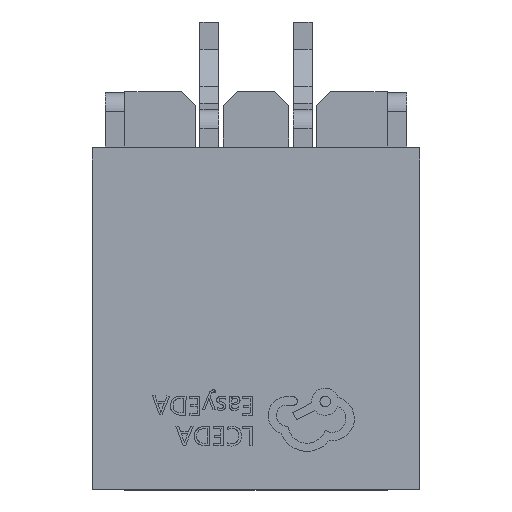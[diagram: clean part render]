
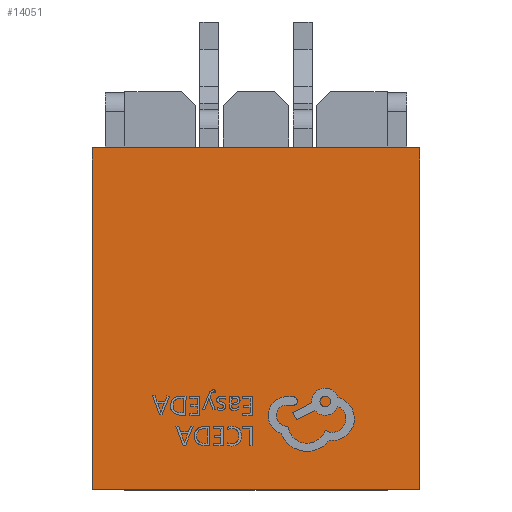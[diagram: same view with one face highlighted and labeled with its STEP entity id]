
A CAD part, top view. The second image highlights one B-rep face of the part: STEP entity #14051.
In plain terms, the highlighted planar face has unit normal (0, 0, 1).
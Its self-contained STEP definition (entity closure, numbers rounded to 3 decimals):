
#530 = CARTESIAN_POINT ( 'NONE',  ( 1.75, 0.38, 2.45 ) ) ;
#1786 = DIRECTION ( 'NONE',  ( 0., 1., 0. ) ) ;
#2097 = DIRECTION ( 'NONE',  ( 1., 0., 0. ) ) ;
#2598 = CARTESIAN_POINT ( 'NONE',  ( -1.75, 0.38, 2.45 ) ) ;
#2632 = VERTEX_POINT ( 'NONE', #7665 ) ;
#3294 = CARTESIAN_POINT ( 'NONE',  ( 1.75, -3.27, 2.45 ) ) ;
#3824 = CARTESIAN_POINT ( 'NONE',  ( 0., -3.27, 2.45 ) ) ;
#3886 = ORIENTED_EDGE ( 'NONE', *, *, #13913, .F. ) ;
#4127 = FACE_OUTER_BOUND ( 'NONE', #17691, .T. ) ;
#5050 = ORIENTED_EDGE ( 'NONE', *, *, #13972, .F. ) ;
#6344 = LINE ( 'NONE', #17087, #15802 ) ;
#6358 = AXIS2_PLACEMENT_3D ( 'NONE', #19347, #17932, #8795 ) ;
#7295 = VECTOR ( 'NONE', #11068, 1000. ) ;
#7665 = CARTESIAN_POINT ( 'NONE',  ( -1.75, -3.27, 2.45 ) ) ;
#8193 = EDGE_CURVE ( 'NONE', #9062, #15369, #6344, .T. ) ;
#8651 = VECTOR ( 'NONE', #17636, 1000. ) ;
#8795 = DIRECTION ( 'NONE',  ( -1., 0., 0. ) ) ;
#9062 = VERTEX_POINT ( 'NONE', #2598 ) ;
#9514 = VECTOR ( 'NONE', #1786, 1000. ) ;
#10575 = EDGE_CURVE ( 'NONE', #15369, #12411, #19126, .T. ) ;
#10680 = CARTESIAN_POINT ( 'NONE',  ( -1.75, -1.145, 2.45 ) ) ;
#11068 = DIRECTION ( 'NONE',  ( -1., 0., 0. ) ) ;
#11543 = CARTESIAN_POINT ( 'NONE',  ( 1.75, -1.145, 2.45 ) ) ;
#12384 = ORIENTED_EDGE ( 'NONE', *, *, #8193, .F. ) ;
#12411 = VERTEX_POINT ( 'NONE', #3294 ) ;
#13913 = EDGE_CURVE ( 'NONE', #2632, #9062, #15335, .T. ) ;
#13972 = EDGE_CURVE ( 'NONE', #12411, #2632, #17267, .T. ) ;
#14051 = ADVANCED_FACE ( 'NONE', ( #4127 ), #16152, .F. ) ;
#15335 = LINE ( 'NONE', #10680, #9514 ) ;
#15369 = VERTEX_POINT ( 'NONE', #530 ) ;
#15802 = VECTOR ( 'NONE', #2097, 1000. ) ;
#16018 = ORIENTED_EDGE ( 'NONE', *, *, #10575, .F. ) ;
#16152 = PLANE ( 'NONE',  #6358 ) ;
#17087 = CARTESIAN_POINT ( 'NONE',  ( 0., 0.38, 2.45 ) ) ;
#17267 = LINE ( 'NONE', #3824, #7295 ) ;
#17636 = DIRECTION ( 'NONE',  ( 0., -1., 0. ) ) ;
#17691 = EDGE_LOOP ( 'NONE', ( #3886, #5050, #16018, #12384 ) ) ;
#17932 = DIRECTION ( 'NONE',  ( 0., 0., -1. ) ) ;
#19126 = LINE ( 'NONE', #11543, #8651 ) ;
#19347 = CARTESIAN_POINT ( 'NONE',  ( 0., -1.145, 2.45 ) ) ;
